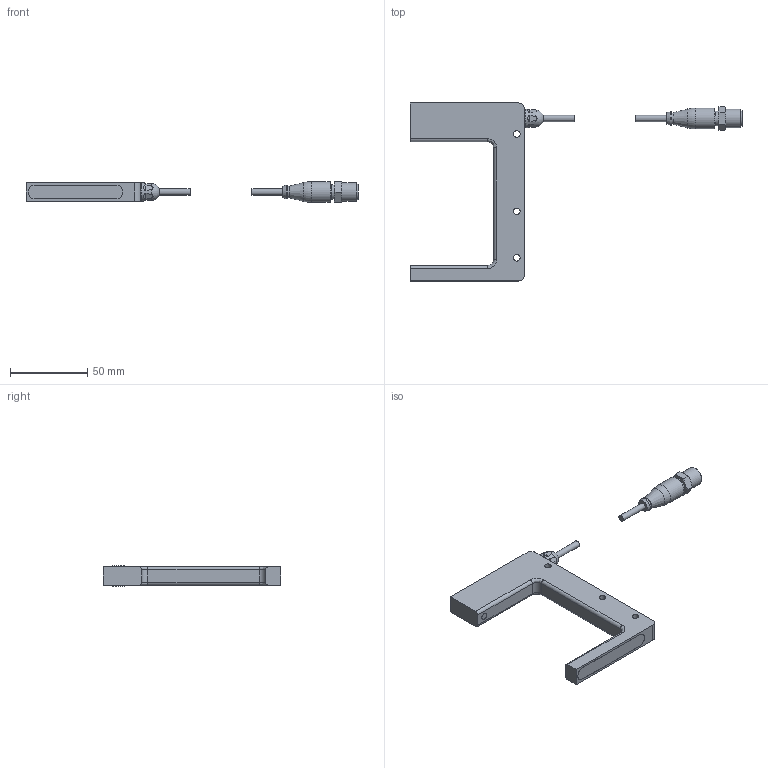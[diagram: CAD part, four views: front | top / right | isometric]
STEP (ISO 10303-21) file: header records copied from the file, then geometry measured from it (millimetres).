
FILE_DESCRIPTION (( 'STEP AP214' ), '1' );
FILE_NAME ('PSUFR-0P-6F.STEP', '2018-05-30T15:53:22', ( '' ), ( '' ), 'SwSTEP 2.0', 'SolidWorks 2017', '' );
FILE_SCHEMA (( 'AUTOMOTIVE_DESIGN' ));
Length unit declared in the file: inch
Products named in the file (1): PSUFR-0P-6F
Bounding box: 214.5 x 115 x 13.5 mm (x, y, z)
Volume: 55794.2 mm3; surface area: 17585.7 mm2
Topology: 2 solids, 2 shells, 109 faces, 252 edges, 155 vertices
Faces by surface type: plane 43, cylinder 39, cone 17, bspline 8, torus 2
Full cylindrical faces by diameter (mm): 1 x4, 4 x2, 4.3 x3, 4.4 x2, 7.5 x1, 8.5 x1, 9 x1, 9.5 x1, 10 x1, 12 x2, 13.5 x1
Entity records: 3340 total; most frequent: CARTESIAN_POINT 1041, DIRECTION 459, ORIENTED_EDGE 424, EDGE_CURVE 212, AXIS2_PLACEMENT_3D 197, EDGE_LOOP 157, VERTEX_POINT 149, FACE_OUTER_BOUND 130
